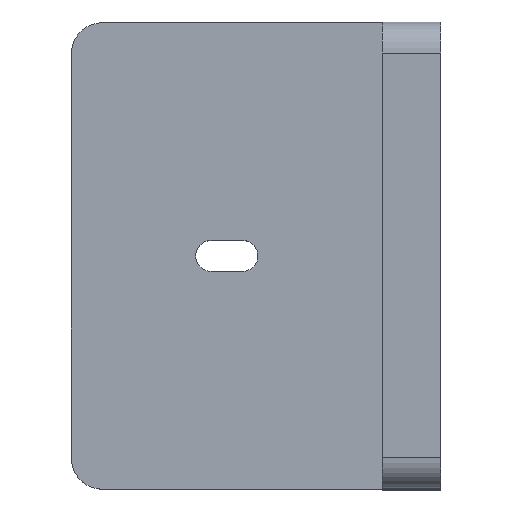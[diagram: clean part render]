
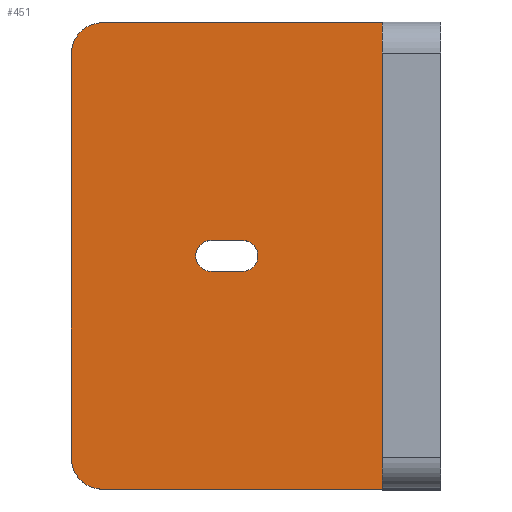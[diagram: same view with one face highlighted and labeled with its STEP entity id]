
A CAD part, top view. The second image highlights one B-rep face of the part: STEP entity #451.
In plain terms, the highlighted planar face has unit normal (0, 0, 1).
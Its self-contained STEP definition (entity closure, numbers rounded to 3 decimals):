
#117 = VERTEX_POINT('',#118);
#118 = CARTESIAN_POINT('',(-50.483,38.1,4.763));
#124 = EDGE_CURVE('',#117,#125,#127,.T.);
#125 = VERTEX_POINT('',#126);
#126 = CARTESIAN_POINT('',(-4.763,38.1,4.763));
#127 = LINE('',#128,#129);
#128 = CARTESIAN_POINT('',(-50.483,38.1,4.763));
#129 = VECTOR('',#130,1.);
#130 = DIRECTION('',(1.,0.,0.));
#188 = EDGE_CURVE('',#117,#189,#191,.T.);
#189 = VERTEX_POINT('',#190);
#190 = CARTESIAN_POINT('',(-55.563,33.02,4.763));
#191 = CIRCLE('',#192,5.08);
#192 = AXIS2_PLACEMENT_3D('',#193,#194,#195);
#193 = CARTESIAN_POINT('',(-50.483,33.02,4.763));
#194 = DIRECTION('',(0.,0.,1.));
#195 = DIRECTION('',(1.,0.,0.));
#222 = VERTEX_POINT('',#223);
#223 = CARTESIAN_POINT('',(-4.763,-38.1,4.763));
#229 = EDGE_CURVE('',#222,#230,#232,.T.);
#230 = VERTEX_POINT('',#231);
#231 = CARTESIAN_POINT('',(-50.483,-38.1,4.763));
#232 = LINE('',#233,#234);
#233 = CARTESIAN_POINT('',(4.763,-38.1,4.763));
#234 = VECTOR('',#235,1.);
#235 = DIRECTION('',(-1.,0.,0.));
#252 = VERTEX_POINT('',#253);
#253 = CARTESIAN_POINT('',(-55.563,-33.02,4.763));
#259 = EDGE_CURVE('',#252,#189,#260,.T.);
#260 = LINE('',#261,#262);
#261 = CARTESIAN_POINT('',(-55.563,-33.02,4.763));
#262 = VECTOR('',#263,1.);
#263 = DIRECTION('',(0.,1.,0.));
#276 = EDGE_CURVE('',#252,#230,#277,.T.);
#277 = CIRCLE('',#278,5.08);
#278 = AXIS2_PLACEMENT_3D('',#279,#280,#281);
#279 = CARTESIAN_POINT('',(-50.483,-33.02,4.763));
#280 = DIRECTION('',(0.,0.,1.));
#281 = DIRECTION('',(1.,0.,0.));
#451 = ADVANCED_FACE('',(#452,#465),#501,.T.);
#452 = FACE_BOUND('',#453,.T.);
#453 = EDGE_LOOP('',(#454,#455,#456,#457,#458,#459));
#454 = ORIENTED_EDGE('',*,*,#124,.F.);
#455 = ORIENTED_EDGE('',*,*,#188,.T.);
#456 = ORIENTED_EDGE('',*,*,#259,.F.);
#457 = ORIENTED_EDGE('',*,*,#276,.T.);
#458 = ORIENTED_EDGE('',*,*,#229,.F.);
#459 = ORIENTED_EDGE('',*,*,#460,.T.);
#460 = EDGE_CURVE('',#222,#125,#461,.T.);
#461 = LINE('',#462,#463);
#462 = CARTESIAN_POINT('',(-4.763,0.,4.763));
#463 = VECTOR('',#464,1.);
#464 = DIRECTION('',(0.,1.,0.));
#465 = FACE_BOUND('',#466,.T.);
#466 = EDGE_LOOP('',(#467,#478,#486,#495));
#467 = ORIENTED_EDGE('',*,*,#468,.F.);
#468 = EDGE_CURVE('',#469,#471,#473,.T.);
#469 = VERTEX_POINT('',#470);
#470 = CARTESIAN_POINT('',(-32.703,2.54,4.763));
#471 = VERTEX_POINT('',#472);
#472 = CARTESIAN_POINT('',(-32.703,-2.54,4.763));
#473 = CIRCLE('',#474,2.54);
#474 = AXIS2_PLACEMENT_3D('',#475,#476,#477);
#475 = CARTESIAN_POINT('',(-32.703,0.,4.763));
#476 = DIRECTION('',(0.,0.,1.));
#477 = DIRECTION('',(1.,0.,0.));
#478 = ORIENTED_EDGE('',*,*,#479,.F.);
#479 = EDGE_CURVE('',#480,#469,#482,.T.);
#480 = VERTEX_POINT('',#481);
#481 = CARTESIAN_POINT('',(-27.623,2.54,4.763));
#482 = LINE('',#483,#484);
#483 = CARTESIAN_POINT('',(-27.623,2.54,4.763));
#484 = VECTOR('',#485,1.);
#485 = DIRECTION('',(-1.,0.,0.));
#486 = ORIENTED_EDGE('',*,*,#487,.F.);
#487 = EDGE_CURVE('',#488,#480,#490,.T.);
#488 = VERTEX_POINT('',#489);
#489 = CARTESIAN_POINT('',(-27.623,-2.54,4.763));
#490 = CIRCLE('',#491,2.54);
#491 = AXIS2_PLACEMENT_3D('',#492,#493,#494);
#492 = CARTESIAN_POINT('',(-27.623,0.,4.763));
#493 = DIRECTION('',(0.,0.,1.));
#494 = DIRECTION('',(1.,0.,0.));
#495 = ORIENTED_EDGE('',*,*,#496,.F.);
#496 = EDGE_CURVE('',#471,#488,#497,.T.);
#497 = LINE('',#498,#499);
#498 = CARTESIAN_POINT('',(-32.703,-2.54,4.763));
#499 = VECTOR('',#500,1.);
#500 = DIRECTION('',(1.,0.,0.));
#501 = PLANE('',#502);
#502 = AXIS2_PLACEMENT_3D('',#503,#504,#505);
#503 = CARTESIAN_POINT('',(-25.33,0.,4.763));
#504 = DIRECTION('',(0.,0.,1.));
#505 = DIRECTION('',(1.,0.,0.));
